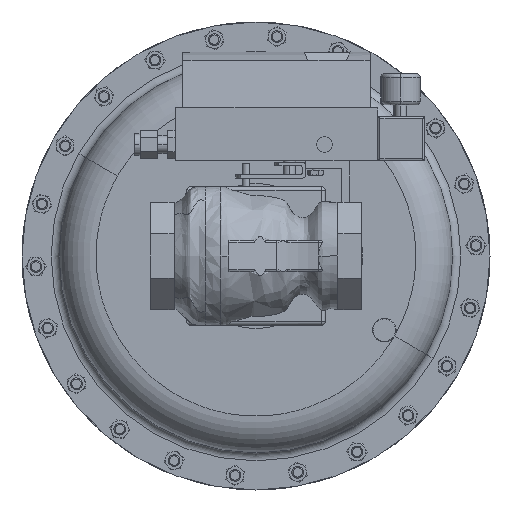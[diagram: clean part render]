
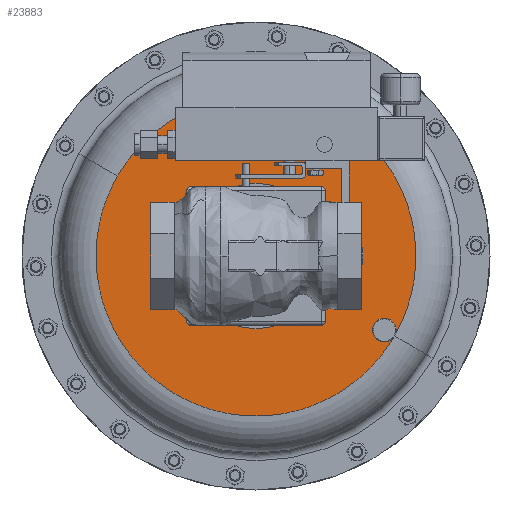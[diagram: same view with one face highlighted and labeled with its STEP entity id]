
A CAD part, front view. The second image highlights one B-rep face of the part: STEP entity #23883.
In plain terms, the highlighted planar face has unit normal (0, -1, 0).
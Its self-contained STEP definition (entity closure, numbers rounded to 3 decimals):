
#260 = CIRCLE ( 'NONE', #54243, 0.375 ) ;
#325 = CIRCLE ( 'NONE', #38522, 2.325 ) ;
#586 = EDGE_CURVE ( 'NONE', #37841, #13719, #325, .T. ) ;
#1577 = FACE_OUTER_BOUND ( 'NONE', #18137, .T. ) ;
#2015 = EDGE_CURVE ( 'NONE', #18796, #41376, #52460, .T. ) ;
#2176 = CARTESIAN_POINT ( 'NONE',  ( 0., 8.918, -2.325 ) ) ;
#3523 = DIRECTION ( 'NONE',  ( 0., 1., 0. ) ) ;
#6836 = CIRCLE ( 'NONE', #44769, 5.125 ) ;
#10341 = AXIS2_PLACEMENT_3D ( 'NONE', #42482, #15470, #47016 ) ;
#10509 = EDGE_CURVE ( 'NONE', #41376, #36202, #44292, .T. ) ;
#10799 = CARTESIAN_POINT ( 'NONE',  ( 4.114, 8.918, -2.375 ) ) ;
#13719 = VERTEX_POINT ( 'NONE', #2176 ) ;
#14088 = CARTESIAN_POINT ( 'NONE',  ( -4.438, 8.918, 2.563 ) ) ;
#15375 = DIRECTION ( 'NONE',  ( 0.866, 0., -0.5 ) ) ;
#15470 = DIRECTION ( 'NONE',  ( 0., -1., 0. ) ) ;
#15581 = CARTESIAN_POINT ( 'NONE',  ( -2.563, 8.918, -4.438 ) ) ;
#15939 = DIRECTION ( 'NONE',  ( 0., -1., 0. ) ) ;
#18137 = EDGE_LOOP ( 'NONE', ( #45353, #35525, #56210, #28502 ) ) ;
#18796 = VERTEX_POINT ( 'NONE', #14088 ) ;
#19262 = ORIENTED_EDGE ( 'NONE', *, *, #33050, .F. ) ;
#20698 = CIRCLE ( 'NONE', #10341, 2.325 ) ;
#22372 = EDGE_CURVE ( 'NONE', #36202, #41376, #260, .T. ) ;
#23273 = DIRECTION ( 'NONE',  ( 0., 1., 0. ) ) ;
#23747 = CARTESIAN_POINT ( 'NONE',  ( 4.114, 8.918, -2.375 ) ) ;
#23883 = ADVANCED_FACE ( 'NONE', ( #36153, #1577 ), #55425, .T. ) ;
#24674 = DIRECTION ( 'NONE',  ( -0.866, 0., 0.5 ) ) ;
#25421 = CARTESIAN_POINT ( 'NONE',  ( 0., 8.918, 2.325 ) ) ;
#27468 = AXIS2_PLACEMENT_3D ( 'NONE', #15581, #51638, #24674 ) ;
#28254 = DIRECTION ( 'NONE',  ( 0.866, 0., -0.5 ) ) ;
#28502 = ORIENTED_EDGE ( 'NONE', *, *, #2015, .F. ) ;
#30538 = CARTESIAN_POINT ( 'NONE',  ( 0., 8.918, 0. ) ) ;
#32837 = ORIENTED_EDGE ( 'NONE', *, *, #586, .F. ) ;
#33050 = EDGE_CURVE ( 'NONE', #13719, #37841, #20698, .T. ) ;
#35064 = DIRECTION ( 'NONE',  ( 0.866, 0., -0.5 ) ) ;
#35525 = ORIENTED_EDGE ( 'NONE', *, *, #10509, .T. ) ;
#36153 = FACE_BOUND ( 'NONE', #57927, .T. ) ;
#36202 = VERTEX_POINT ( 'NONE', #50030 ) ;
#37841 = VERTEX_POINT ( 'NONE', #25421 ) ;
#38395 = EDGE_CURVE ( 'NONE', #41376, #18796, #6836, .T. ) ;
#38522 = AXIS2_PLACEMENT_3D ( 'NONE', #42962, #15939, #47472 ) ;
#38581 = CARTESIAN_POINT ( 'NONE',  ( 4.438, 8.918, -2.563 ) ) ;
#41376 = VERTEX_POINT ( 'NONE', #38581 ) ;
#42390 = DIRECTION ( 'NONE',  ( 0., 1., 0. ) ) ;
#42482 = CARTESIAN_POINT ( 'NONE',  ( 0., 8.918, 0. ) ) ;
#42962 = CARTESIAN_POINT ( 'NONE',  ( 0., 8.918, 0. ) ) ;
#43131 = AXIS2_PLACEMENT_3D ( 'NONE', #50220, #23273, #54799 ) ;
#44292 = CIRCLE ( 'NONE', #53562, 0.375 ) ;
#44769 = AXIS2_PLACEMENT_3D ( 'NONE', #30538, #3523, #35064 ) ;
#45353 = ORIENTED_EDGE ( 'NONE', *, *, #38395, .F. ) ;
#47016 = DIRECTION ( 'NONE',  ( 0., 0., -1. ) ) ;
#47472 = DIRECTION ( 'NONE',  ( 0., 0., -1. ) ) ;
#50030 = CARTESIAN_POINT ( 'NONE',  ( 3.789, 8.918, -2.188 ) ) ;
#50220 = CARTESIAN_POINT ( 'NONE',  ( 0., 8.918, 0. ) ) ;
#51638 = DIRECTION ( 'NONE',  ( 0., -1., 0. ) ) ;
#52460 = CIRCLE ( 'NONE', #43131, 5.125 ) ;
#53562 = AXIS2_PLACEMENT_3D ( 'NONE', #23747, #55275, #28254 ) ;
#54243 = AXIS2_PLACEMENT_3D ( 'NONE', #10799, #42390, #15375 ) ;
#54799 = DIRECTION ( 'NONE',  ( 0.866, 0., -0.5 ) ) ;
#55275 = DIRECTION ( 'NONE',  ( 0., 1., 0. ) ) ;
#55425 = PLANE ( 'NONE',  #27468 ) ;
#56210 = ORIENTED_EDGE ( 'NONE', *, *, #22372, .T. ) ;
#57927 = EDGE_LOOP ( 'NONE', ( #19262, #32837 ) ) ;
